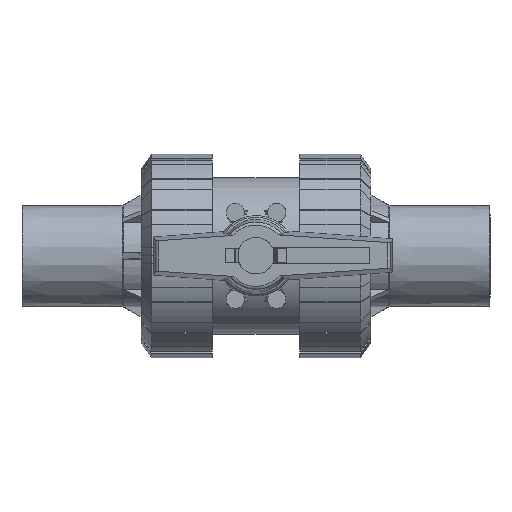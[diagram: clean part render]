
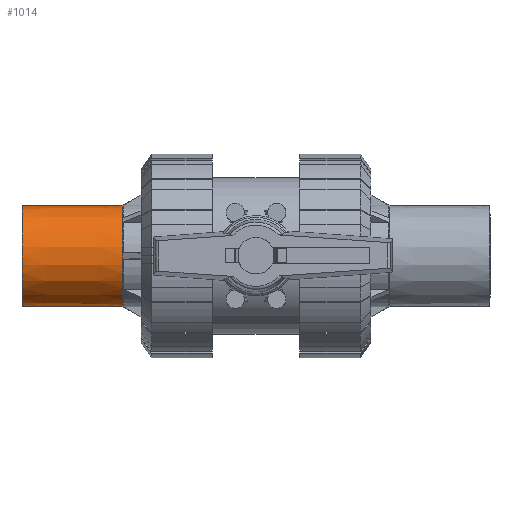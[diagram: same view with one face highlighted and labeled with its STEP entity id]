
A CAD part, top view. The second image highlights one B-rep face of the part: STEP entity #1014.
In plain terms, the highlighted conical face has half-angle 0.091 degrees and reference radius 31.602 mm.
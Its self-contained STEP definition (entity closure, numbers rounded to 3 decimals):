
#1014=ADVANCED_FACE('',(#2288),#2289,.T.);
#2288=FACE_OUTER_BOUND('',#3886,.T.);
#2289=CONICAL_SURFACE('',#3887,31.602,0.002);
#3886=EDGE_LOOP('',(#6544,#6545,#6546,#6547));
#3887=AXIS2_PLACEMENT_3D('',#6548,#6549,#6550);
#6544=ORIENTED_EDGE('',*,*,#10648,.T.);
#6545=ORIENTED_EDGE('',*,*,#10649,.F.);
#6546=ORIENTED_EDGE('',*,*,#10650,.F.);
#6547=ORIENTED_EDGE('',*,*,#10651,.T.);
#6548=CARTESIAN_POINT('',(-81.74,0.0,64.5));
#6549=DIRECTION('',(1.0,0.0,0.0));
#6550=DIRECTION('',(0.0,-1.0,0.0));
#10648=EDGE_CURVE('',#12962,#12963,#12964,.T.);
#10649=EDGE_CURVE('',#12965,#12963,#12966,.T.);
#10650=EDGE_CURVE('',#12967,#12965,#12968,.T.);
#10651=EDGE_CURVE('',#12967,#12962,#12969,.T.);
#12962=VERTEX_POINT('',#16866);
#12963=VERTEX_POINT('',#16867);
#12964=CIRCLE('',#16868,31.5);
#12965=VERTEX_POINT('',#16869);
#12966=LINE('',#16870,#16871);
#12967=VERTEX_POINT('',#16872);
#12968=CIRCLE('',#16873,31.6);
#12969=LINE('',#16874,#16875);
#16866=CARTESIAN_POINT('',(-146.0,31.5,64.5));
#16867=CARTESIAN_POINT('',(-146.0,-31.5,64.5));
#16868=AXIS2_PLACEMENT_3D('',#21791,#21792,#21793);
#16869=CARTESIAN_POINT('',(-83.,-31.6,64.5));
#16870=CARTESIAN_POINT('',(-83.,-31.6,64.5));
#16871=VECTOR('',#21794,63.);
#16872=CARTESIAN_POINT('',(-83.,31.6,64.5));
#16873=AXIS2_PLACEMENT_3D('',#21795,#21796,#21797);
#16874=CARTESIAN_POINT('',(-83.,31.6,64.5));
#16875=VECTOR('',#21798,63.);
#21791=CARTESIAN_POINT('',(-146.,0.0,64.5));
#21792=DIRECTION('',(1.0,0.0,0.0));
#21793=DIRECTION('',(0.0,1.0,0.0));
#21794=DIRECTION('',(-1.,0.002,0.));
#21795=CARTESIAN_POINT('',(-83.,0.0,64.5));
#21796=DIRECTION('',(1.0,0.0,-0.0));
#21797=DIRECTION('',(0.0,1.0,0.));
#21798=DIRECTION('',(-1.,-0.002,0.));
